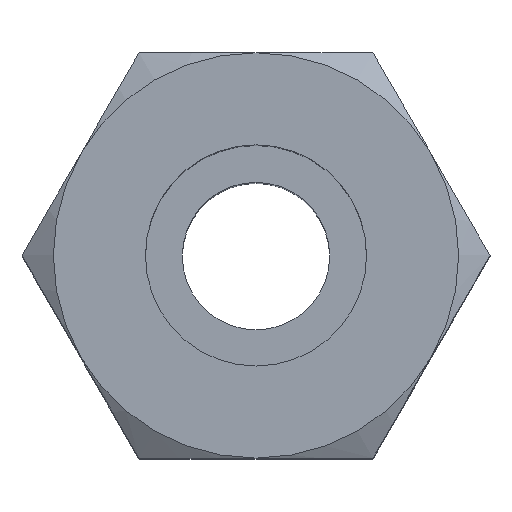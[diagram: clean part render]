
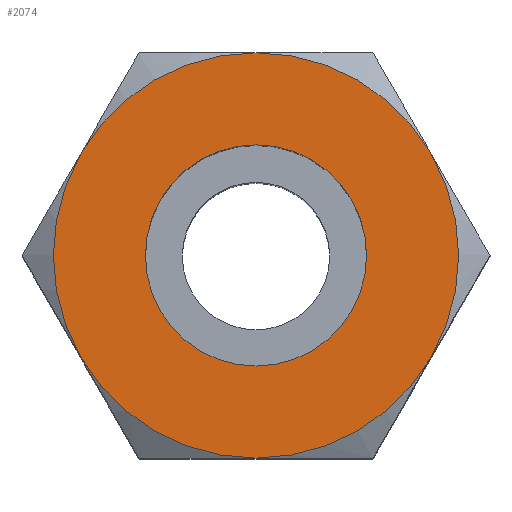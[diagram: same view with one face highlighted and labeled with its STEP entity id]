
A CAD part, top view. The second image highlights one B-rep face of the part: STEP entity #2074.
In plain terms, the highlighted planar face has unit normal (0, 0, 1).
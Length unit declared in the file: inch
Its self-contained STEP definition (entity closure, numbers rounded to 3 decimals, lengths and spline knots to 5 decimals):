
#945=CARTESIAN_POINT('',(0.,0.,0.9795));
#946=DIRECTION('',(0.,0.,-1.));
#947=DIRECTION('',(0.,1.,0.));
#948=AXIS2_PLACEMENT_3D('',#945,#946,#947);
#953=CARTESIAN_POINT('',(0.,0.,0.9795));
#954=DIRECTION('',(0.,0.,-1.));
#955=DIRECTION('',(0.866,0.5,0.));
#956=AXIS2_PLACEMENT_3D('',#953,#954,#955);
#961=CARTESIAN_POINT('',(0.,0.,0.9795));
#962=DIRECTION('',(0.,0.,-1.));
#963=DIRECTION('',(0.866,-0.5,0.));
#964=AXIS2_PLACEMENT_3D('',#961,#962,#963);
#969=CARTESIAN_POINT('',(0.,0.,0.9795));
#970=DIRECTION('',(0.,0.,-1.));
#971=DIRECTION('',(0.,-1.,0.));
#972=AXIS2_PLACEMENT_3D('',#969,#970,#971);
#977=CARTESIAN_POINT('',(0.,0.,0.9795));
#978=DIRECTION('',(0.,0.,-1.));
#979=DIRECTION('',(-0.866,-0.5,0.));
#980=AXIS2_PLACEMENT_3D('',#977,#978,#979);
#985=CARTESIAN_POINT('',(0.,0.,0.9795));
#986=DIRECTION('',(0.,0.,-1.));
#987=DIRECTION('',(-0.866,0.5,0.));
#988=AXIS2_PLACEMENT_3D('',#985,#986,#987);
#993=CARTESIAN_POINT('',(0.,0.,0.9795));
#994=DIRECTION('',(0.,0.,1.));
#995=DIRECTION('',(-1.,0.,0.));
#996=AXIS2_PLACEMENT_3D('',#993,#994,#995);
#1001=CARTESIAN_POINT('',(0.,0.,0.9795));
#1002=DIRECTION('',(0.,0.,1.));
#1003=DIRECTION('',(1.,0.,0.));
#1004=AXIS2_PLACEMENT_3D('',#1001,#1002,#1003);
#1281=CARTESIAN_POINT('',(0.,0.3435,0.9795));
#1282=CARTESIAN_POINT('',(0.29748,0.17175,0.9795));
#1283=VERTEX_POINT('',#1281);
#1284=VERTEX_POINT('',#1282);
#1285=CARTESIAN_POINT('',(0.29748,-0.17175,0.9795));
#1286=VERTEX_POINT('',#1285);
#1287=CARTESIAN_POINT('',(0.,-0.3435,0.9795));
#1288=VERTEX_POINT('',#1287);
#1289=CARTESIAN_POINT('',(-0.29748,-0.17175,0.9795));
#1290=VERTEX_POINT('',#1289);
#1291=CARTESIAN_POINT('',(-0.29748,0.17175,0.9795));
#1292=VERTEX_POINT('',#1291);
#1389=CARTESIAN_POINT('',(-0.1875,0.,0.9795));
#1390=CARTESIAN_POINT('',(0.1875,0.,0.9795));
#1391=VERTEX_POINT('',#1389);
#1392=VERTEX_POINT('',#1390);
#2055=CARTESIAN_POINT('',(0.19832,0.3435,0.9795));
#2056=DIRECTION('',(0.,0.,1.));
#2057=DIRECTION('',(0.,1.,0.));
#2058=AXIS2_PLACEMENT_3D('',#2055,#2056,#2057);
#2059=PLANE('',#2058);
#2060=ORIENTED_EDGE('',*,*,#1868,.T.);
#2061=ORIENTED_EDGE('',*,*,#1881,.T.);
#2062=ORIENTED_EDGE('',*,*,#1895,.T.);
#2063=ORIENTED_EDGE('',*,*,#1926,.T.);
#2064=ORIENTED_EDGE('',*,*,#1940,.T.);
#2065=ORIENTED_EDGE('',*,*,#1953,.T.);
#2066=EDGE_LOOP('',(#2060,#2061,#2062,#2063,#2064,#2065));
#2067=FACE_OUTER_BOUND('',#2066,.F.);
#2069=ORIENTED_EDGE('',*,*,#2068,.T.);
#2071=ORIENTED_EDGE('',*,*,#2070,.T.);
#2072=EDGE_LOOP('',(#2069,#2071));
#2073=FACE_BOUND('',#2072,.F.);
#949=CIRCLE('',#948,0.3435);
#957=CIRCLE('',#956,0.3435);
#965=CIRCLE('',#964,0.3435);
#973=CIRCLE('',#972,0.3435);
#981=CIRCLE('',#980,0.3435);
#989=CIRCLE('',#988,0.3435);
#997=CIRCLE('',#996,0.1875);
#1005=CIRCLE('',#1004,0.1875);
#1868=EDGE_CURVE('',#1283,#1284,#949,.T.);
#1881=EDGE_CURVE('',#1284,#1286,#957,.T.);
#1895=EDGE_CURVE('',#1286,#1288,#965,.T.);
#1926=EDGE_CURVE('',#1288,#1290,#973,.T.);
#1940=EDGE_CURVE('',#1290,#1292,#981,.T.);
#1953=EDGE_CURVE('',#1292,#1283,#989,.T.);
#2068=EDGE_CURVE('',#1391,#1392,#997,.T.);
#2070=EDGE_CURVE('',#1392,#1391,#1005,.T.);
#2074=ADVANCED_FACE('',(#2067,#2073),#2059,.T.);
